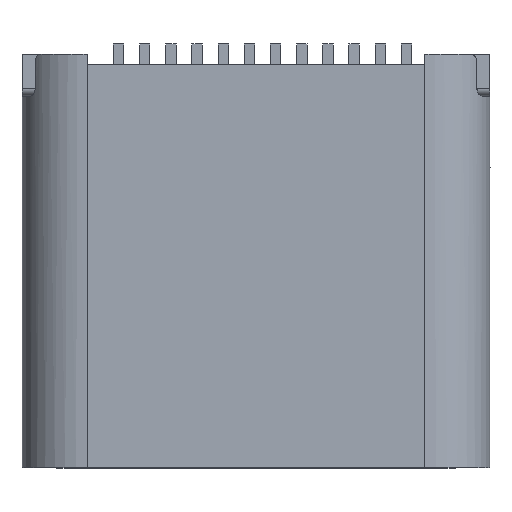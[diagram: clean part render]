
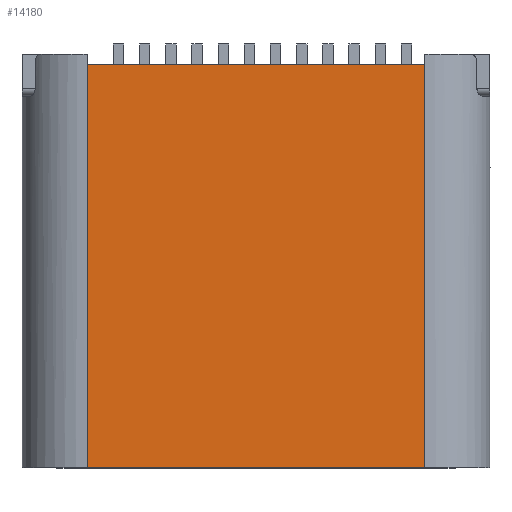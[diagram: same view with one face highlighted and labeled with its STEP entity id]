
A CAD part, top view. The second image highlights one B-rep face of the part: STEP entity #14180.
In plain terms, the highlighted planar face has unit normal (0, 0, 1).
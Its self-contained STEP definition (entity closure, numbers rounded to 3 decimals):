
#31 = EDGE_CURVE ( 'NONE', #401, #5874, #9152, .T. ) ;
#273 = CARTESIAN_POINT ( 'NONE',  ( -3.22, -3.95, 1.58 ) ) ;
#401 = VERTEX_POINT ( 'NONE', #14390 ) ;
#1678 = DIRECTION ( 'NONE',  ( -1., 0., 0. ) ) ;
#2644 = CARTESIAN_POINT ( 'NONE',  ( 3.22, -3.95, 1.58 ) ) ;
#2938 = VECTOR ( 'NONE', #17118, 1000. ) ;
#2955 = LINE ( 'NONE', #273, #9639 ) ;
#3218 = ORIENTED_EDGE ( 'NONE', *, *, #31, .F. ) ;
#3234 = VECTOR ( 'NONE', #10579, 1000. ) ;
#3420 = CARTESIAN_POINT ( 'NONE',  ( -3.22, 3.95, 1.58 ) ) ;
#3656 = EDGE_CURVE ( 'NONE', #9729, #9261, #13432, .T. ) ;
#4749 = DIRECTION ( 'NONE',  ( 0., -1., 0. ) ) ;
#4822 = EDGE_CURVE ( 'NONE', #9729, #401, #16625, .T. ) ;
#5874 = VERTEX_POINT ( 'NONE', #2644 ) ;
#7405 = ORIENTED_EDGE ( 'NONE', *, *, #14616, .F. ) ;
#7827 = DIRECTION ( 'NONE',  ( 0., -1., 0. ) ) ;
#8061 = CARTESIAN_POINT ( 'NONE',  ( 3.22, 3.95, 1.58 ) ) ;
#8519 = ORIENTED_EDGE ( 'NONE', *, *, #4822, .F. ) ;
#9152 = LINE ( 'NONE', #8061, #13370 ) ;
#9215 = CARTESIAN_POINT ( 'NONE',  ( -3.22, 3.75, 1.58 ) ) ;
#9261 = VERTEX_POINT ( 'NONE', #9554 ) ;
#9554 = CARTESIAN_POINT ( 'NONE',  ( -3.22, -3.95, 1.58 ) ) ;
#9639 = VECTOR ( 'NONE', #1678, 1000. ) ;
#9729 = VERTEX_POINT ( 'NONE', #15823 ) ;
#10396 = CARTESIAN_POINT ( 'NONE',  ( -3.22, 3.95, 1.58 ) ) ;
#10579 = DIRECTION ( 'NONE',  ( 0., -1., 0. ) ) ;
#11338 = ORIENTED_EDGE ( 'NONE', *, *, #3656, .T. ) ;
#12691 = DIRECTION ( 'NONE',  ( 0., 0., 1. ) ) ;
#13370 = VECTOR ( 'NONE', #7827, 1000. ) ;
#13432 = LINE ( 'NONE', #10396, #3234 ) ;
#14180 = ADVANCED_FACE ( 'NONE', ( #17230 ), #15317, .T. ) ;
#14390 = CARTESIAN_POINT ( 'NONE',  ( 3.22, 3.75, 1.58 ) ) ;
#14616 = EDGE_CURVE ( 'NONE', #5874, #9261, #2955, .T. ) ;
#15099 = EDGE_LOOP ( 'NONE', ( #8519, #11338, #7405, #3218 ) ) ;
#15317 = PLANE ( 'NONE',  #16349 ) ;
#15823 = CARTESIAN_POINT ( 'NONE',  ( -3.22, 3.75, 1.58 ) ) ;
#16349 = AXIS2_PLACEMENT_3D ( 'NONE', #3420, #12691, #4749 ) ;
#16625 = LINE ( 'NONE', #9215, #2938 ) ;
#17118 = DIRECTION ( 'NONE',  ( 1., 0., 0. ) ) ;
#17230 = FACE_OUTER_BOUND ( 'NONE', #15099, .T. ) ;
